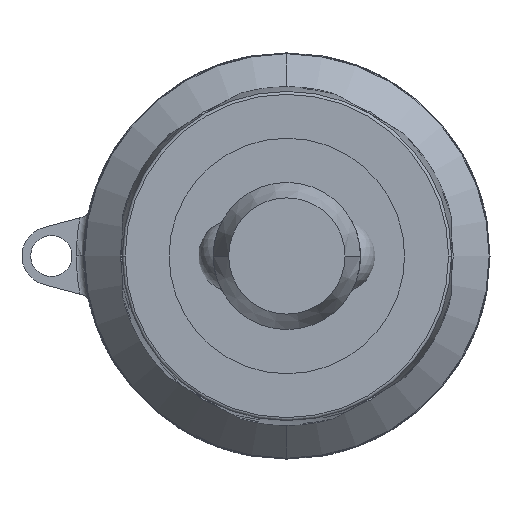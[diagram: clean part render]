
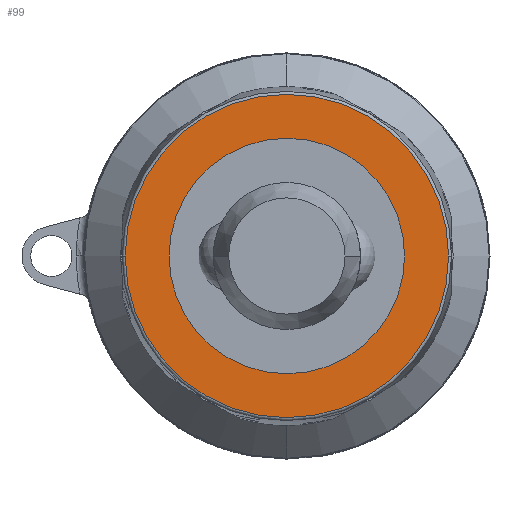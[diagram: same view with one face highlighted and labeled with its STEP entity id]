
A CAD part, left-side view. The second image highlights one B-rep face of the part: STEP entity #99.
In plain terms, the highlighted planar face has unit normal (-1, 0, 0).
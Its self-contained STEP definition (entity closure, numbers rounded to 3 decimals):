
#99=ADVANCED_FACE('',(#253,#254),#255,.T.);
#253=FACE_BOUND('',#440,.T.);
#254=FACE_OUTER_BOUND('',#441,.T.);
#255=PLANE('',#442);
#440=EDGE_LOOP('',(#931,#932));
#441=EDGE_LOOP('',(#933,#934,#935));
#442=AXIS2_PLACEMENT_3D('',#936,#937,#938);
#931=ORIENTED_EDGE('',*,*,#1152,.T.);
#932=ORIENTED_EDGE('',*,*,#1304,.T.);
#933=ORIENTED_EDGE('',*,*,#1211,.F.);
#934=ORIENTED_EDGE('',*,*,#1210,.F.);
#935=ORIENTED_EDGE('',*,*,#1303,.F.);
#936=CARTESIAN_POINT('',(0.5,0.,-9.585));
#937=DIRECTION('',(-1.0,0.0,0.0));
#938=DIRECTION('',(0.0,1.0,0.));
#1152=EDGE_CURVE('',#1357,#1361,#1363,.T.);
#1210=EDGE_CURVE('',#1475,#1478,#1479,.T.);
#1211=EDGE_CURVE('',#1478,#1480,#1481,.T.);
#1303=EDGE_CURVE('',#1480,#1475,#1615,.T.);
#1304=EDGE_CURVE('',#1361,#1357,#1616,.T.);
#1357=VERTEX_POINT('',#1746);
#1361=VERTEX_POINT('',#1751);
#1363=CIRCLE('',#1754,8.0);
#1475=VERTEX_POINT('',#2282);
#1478=VERTEX_POINT('',#2285);
#1479=CIRCLE('',#2286,10.983);
#1480=VERTEX_POINT('',#2287);
#1481=CIRCLE('',#2288,10.983);
#1615=CIRCLE('',#2801,10.983);
#1616=CIRCLE('',#2802,8.0);
#1746=CARTESIAN_POINT('',(0.5,0.,-8.0));
#1751=CARTESIAN_POINT('',(0.5,0.,8.0));
#1754=AXIS2_PLACEMENT_3D('',#2859,#2860,#2861);
#2282=CARTESIAN_POINT('',(0.5,-10.983,0.));
#2285=CARTESIAN_POINT('',(0.5,0.,-10.983));
#2286=AXIS2_PLACEMENT_3D('',#2959,#2960,#2961);
#2287=CARTESIAN_POINT('',(0.5,10.983,0.));
#2288=AXIS2_PLACEMENT_3D('',#2962,#2963,#2964);
#2801=AXIS2_PLACEMENT_3D('',#3115,#3116,#3117);
#2802=AXIS2_PLACEMENT_3D('',#3118,#3119,#3120);
#2859=CARTESIAN_POINT('',(0.5,0.0,0.0));
#2860=DIRECTION('',(1.0,0.0,0.0));
#2861=DIRECTION('',(0.0,0.,-1.0));
#2959=CARTESIAN_POINT('',(0.5,0.0,0.0));
#2960=DIRECTION('',(1.0,0.0,-0.0));
#2961=DIRECTION('',(0.0,0.,1.0));
#2962=CARTESIAN_POINT('',(0.5,0.0,0.0));
#2963=DIRECTION('',(1.0,0.0,-0.0));
#2964=DIRECTION('',(0.0,0.,1.0));
#3115=CARTESIAN_POINT('',(0.5,0.0,0.0));
#3116=DIRECTION('',(1.0,0.0,-0.0));
#3117=DIRECTION('',(0.0,0.,1.0));
#3118=CARTESIAN_POINT('',(0.5,0.0,0.0));
#3119=DIRECTION('',(1.0,0.0,0.0));
#3120=DIRECTION('',(0.0,0.,-1.0));
